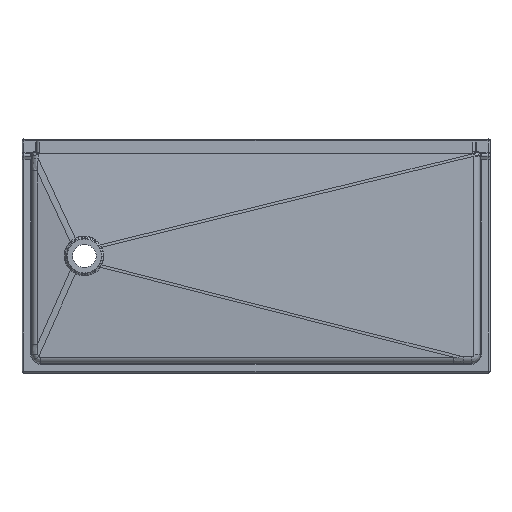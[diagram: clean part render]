
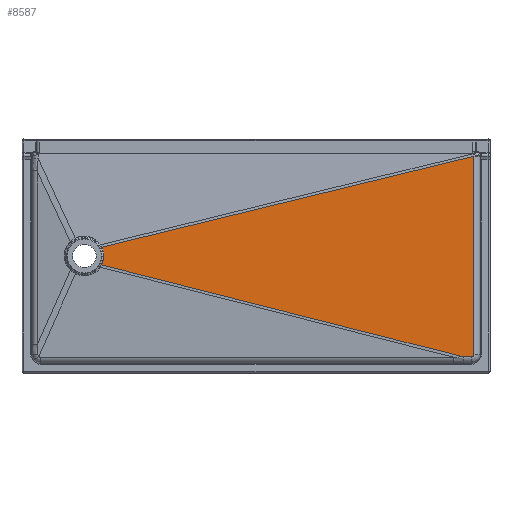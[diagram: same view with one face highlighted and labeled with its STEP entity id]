
A CAD part, front view. The second image highlights one B-rep face of the part: STEP entity #8587.
In plain terms, the highlighted planar face has unit normal (0.016, -1, 0).
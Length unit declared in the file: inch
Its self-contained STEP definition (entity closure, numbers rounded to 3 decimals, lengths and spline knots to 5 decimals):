
#164 = CARTESIAN_POINT ( 'NONE',  ( 2.26807, -3.10432, 1.03402 ) ) ;
#186 = VECTOR ( 'NONE', #11682, 39.37008 ) ;
#277 = VERTEX_POINT ( 'NONE', #11231 ) ;
#820 = CARTESIAN_POINT ( 'NONE',  ( 2.44688, -3.1014, -0.49466 ) ) ;
#922 = DIRECTION ( 'NONE',  ( -1., -0.016, 0. ) ) ;
#942 = CARTESIAN_POINT ( 'NONE',  ( 2.43885, -3.10153, 0.52536 ) ) ;
#983 = CARTESIAN_POINT ( 'NONE',  ( 49.63846, -2.33112, -12.925 ) ) ;
#992 = EDGE_CURVE ( 'NONE', #12705, #6134, #5766, .T. ) ;
#1004 = CARTESIAN_POINT ( 'NONE',  ( 2.48869, -3.10072, -0.20635 ) ) ;
#1313 = DIRECTION ( 'NONE',  ( 0.016, -1., 0. ) ) ;
#1536 = CARTESIAN_POINT ( 'NONE',  ( 49.63846, -2.33112, -12.925 ) ) ;
#1727 = CARTESIAN_POINT ( 'NONE',  ( 2.21432, -3.1052, -1.1378 ) ) ;
#1747 = ORIENTED_EDGE ( 'NONE', *, *, #5336, .F. ) ;
#1785 = CARTESIAN_POINT ( 'NONE',  ( 2.36927, -3.10267, -0.77673 ) ) ;
#1884 = CARTESIAN_POINT ( 'NONE',  ( 0.05126, -3.1405, 0. ) ) ;
#2082 = EDGE_LOOP ( 'NONE', ( #7350, #7575, #4554, #8543, #9125, #1747 ) ) ;
#2651 = VERTEX_POINT ( 'NONE', #2664 ) ;
#2664 = CARTESIAN_POINT ( 'NONE',  ( 2.22284, -3.10506, 1.12149 ) ) ;
#2756 = CARTESIAN_POINT ( 'NONE',  ( 2.35314, -3.10293, -0.8233 ) ) ;
#2949 = CARTESIAN_POINT ( 'NONE',  ( 2.49503, -3.10061, -0.10892 ) ) ;
#3018 = CARTESIAN_POINT ( 'NONE',  ( 2.40436, -3.10209, 0.66836 ) ) ;
#3082 = CARTESIAN_POINT ( 'NONE',  ( 2.44896, -3.10137, 0.47709 ) ) ;
#3585 = AXIS2_PLACEMENT_3D ( 'NONE', #1884, #1313, #11190 ) ;
#3948 = CARTESIAN_POINT ( 'NONE',  ( -0.08908, -3.14279, -0.5518 ) ) ;
#4384 = VECTOR ( 'NONE', #9855, 39.37008 ) ;
#4554 = ORIENTED_EDGE ( 'NONE', *, *, #992, .F. ) ;
#4763 = CARTESIAN_POINT ( 'NONE',  ( 2.46461, -3.10111, -0.39922 ) ) ;
#4805 = CARTESIAN_POINT ( 'NONE',  ( 49.93846, -2.32622, -12.625 ) ) ;
#4888 = CARTESIAN_POINT ( 'NONE',  ( 2.22284, -3.10506, 1.12149 ) ) ;
#5021 =( BOUNDED_CURVE ( )  B_SPLINE_CURVE ( 3, ( #4805, #5067, #8839, #983 ),
 .UNSPECIFIED., .F., .T. ) 
 B_SPLINE_CURVE_WITH_KNOTS ( ( 4, 4 ),
 ( 3.14159, 4.71239 ),
 .UNSPECIFIED. ) 
 CURVE ( )  GEOMETRIC_REPRESENTATION_ITEM ( )  RATIONAL_B_SPLINE_CURVE ( ( 1., 0.805, 0.805, 1. ) ) 
 REPRESENTATION_ITEM ( '' )  );
#5067 = CARTESIAN_POINT ( 'NONE',  ( 49.93846, -2.32622, -12.80074 ) ) ;
#5104 = CARTESIAN_POINT ( 'NONE',  ( -0.08495, -3.14273, 0.55762 ) ) ;
#5336 = EDGE_CURVE ( 'NONE', #277, #6185, #10645, .T. ) ;
#5559 = VERTEX_POINT ( 'NONE', #1536 ) ;
#5695 = EDGE_CURVE ( 'NONE', #6134, #2651, #7345, .T. ) ;
#5748 = CARTESIAN_POINT ( 'NONE',  ( 2.39852, -3.10219, -0.6833 ) ) ;
#5766 = LINE ( 'NONE', #3948, #4384 ) ;
#5846 = LINE ( 'NONE', #9813, #8765 ) ;
#5999 = CARTESIAN_POINT ( 'NONE',  ( 2.49036, -3.10069, 0.18591 ) ) ;
#6134 = VERTEX_POINT ( 'NONE', #10149 ) ;
#6185 = VERTEX_POINT ( 'NONE', #7218 ) ;
#6393 = EDGE_CURVE ( 'NONE', #2651, #277, #9014, .T. ) ;
#6618 = CARTESIAN_POINT ( 'NONE',  ( 49.93846, -2.32622, 0. ) ) ;
#6824 = FACE_OUTER_BOUND ( 'NONE', #2082, .T. ) ;
#6973 = CARTESIAN_POINT ( 'NONE',  ( 2.37578, -3.10256, 0.76172 ) ) ;
#7039 = CARTESIAN_POINT ( 'NONE',  ( 2.4662, -3.10108, 0.38037 ) ) ;
#7218 = CARTESIAN_POINT ( 'NONE',  ( 49.93846, -2.32622, -12.625 ) ) ;
#7345 = B_SPLINE_CURVE_WITH_KNOTS ( 'NONE', 3,
 ( #1727, #7698, #11664, #2756, #1785, #5748, #9707, #820, #4763, #1004, #2949, #9835, #5999, #9062, #7039, #3082, #942, #3018, #6973, #10879, #164, #4888 ),
 .UNSPECIFIED., .F., .F.,
 ( 4, 2, 2, 2, 2, 2, 2, 2, 2, 2, 4 ),
 ( 0., 0.00748, 0.01123, 0.01497, 0.02245, 0.02994, 0.03742, 0.04117, 0.04491, 0.05239, 0.05988 ),
 .UNSPECIFIED. ) ;
#7350 = ORIENTED_EDGE ( 'NONE', *, *, #6393, .F. ) ;
#7575 = ORIENTED_EDGE ( 'NONE', *, *, #5695, .F. ) ;
#7698 = CARTESIAN_POINT ( 'NONE',  ( 2.26022, -3.10445, -1.05068 ) ) ;
#8032 = DIRECTION ( 'NONE',  ( 0.971, 0.016, 0.237 ) ) ;
#8298 = VECTOR ( 'NONE', #8032, 39.37008 ) ;
#8543 = ORIENTED_EDGE ( 'NONE', *, *, #12839, .F. ) ;
#8587 = ADVANCED_FACE ( 'NONE', ( #6824 ), #10795, .T. ) ;
#8765 = VECTOR ( 'NONE', #922, 39.37008 ) ;
#8839 = CARTESIAN_POINT ( 'NONE',  ( 49.8142, -2.32825, -12.925 ) ) ;
#9014 = LINE ( 'NONE', #5104, #8298 ) ;
#9062 = CARTESIAN_POINT ( 'NONE',  ( 2.47334, -3.10097, 0.33187 ) ) ;
#9125 = ORIENTED_EDGE ( 'NONE', *, *, #12789, .F. ) ;
#9707 = CARTESIAN_POINT ( 'NONE',  ( 2.41169, -3.10197, -0.63632 ) ) ;
#9813 = CARTESIAN_POINT ( 'NONE',  ( 0.05126, -3.1405, -12.925 ) ) ;
#9835 = CARTESIAN_POINT ( 'NONE',  ( 2.49587, -3.1006, 0.08801 ) ) ;
#9855 = DIRECTION ( 'NONE',  ( -0.969, -0.016, 0.247 ) ) ;
#10149 = CARTESIAN_POINT ( 'NONE',  ( 2.21432, -3.1052, -1.1378 ) ) ;
#10645 = LINE ( 'NONE', #6618, #186 ) ;
#10795 = PLANE ( 'NONE',  #3585 ) ;
#10879 = CARTESIAN_POINT ( 'NONE',  ( 2.30764, -3.10367, 0.94455 ) ) ;
#11190 = DIRECTION ( 'NONE',  ( 0., 0., -1. ) ) ;
#11231 = CARTESIAN_POINT ( 'NONE',  ( 49.93846, -2.32622, 12.77997 ) ) ;
#11664 = CARTESIAN_POINT ( 'NONE',  ( 2.30065, -3.10379, -0.96116 ) ) ;
#11682 = DIRECTION ( 'NONE',  ( 0., 0., -1. ) ) ;
#11709 = CARTESIAN_POINT ( 'NONE',  ( 48.54617, -2.34895, -12.925 ) ) ;
#12705 = VERTEX_POINT ( 'NONE', #11709 ) ;
#12789 = EDGE_CURVE ( 'NONE', #6185, #5559, #5021, .T. ) ;
#12839 = EDGE_CURVE ( 'NONE', #5559, #12705, #5846, .T. ) ;
